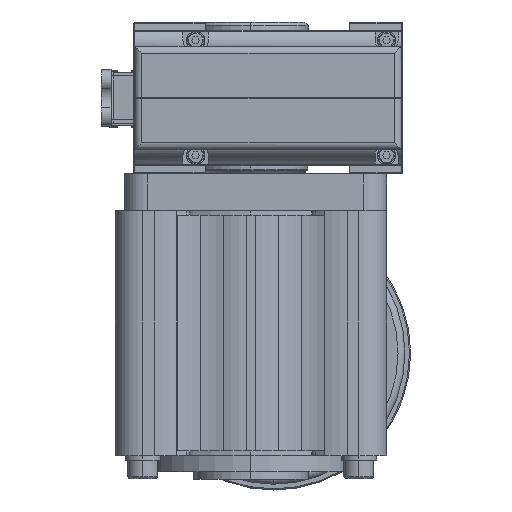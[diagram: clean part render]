
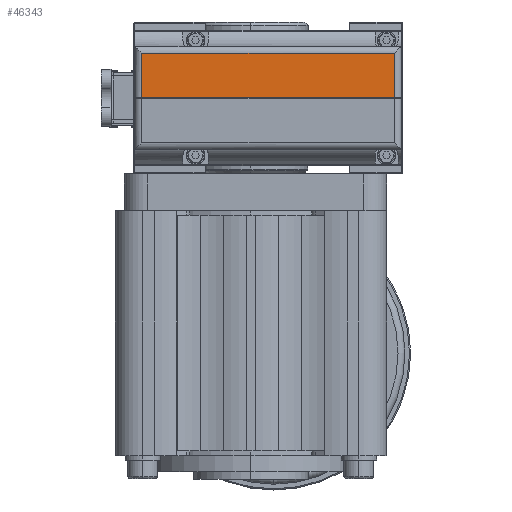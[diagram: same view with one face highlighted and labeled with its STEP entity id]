
A CAD part, left-side view. The second image highlights one B-rep face of the part: STEP entity #46343.
In plain terms, the highlighted planar face has unit normal (-1, 0, 0).
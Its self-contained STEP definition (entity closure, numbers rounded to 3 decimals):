
#646 = ORIENTED_EDGE ( 'NONE', *, *, #36484, .T. ) ;
#1409 = EDGE_CURVE ( 'NONE', #38280, #46411, #3810, .T. ) ;
#2528 = FACE_OUTER_BOUND ( 'NONE', #2560, .T. ) ;
#2560 = EDGE_LOOP ( 'NONE', ( #49542, #34731, #646, #34989 ) ) ;
#3810 = LINE ( 'NONE', #35527, #60478 ) ;
#3850 = LINE ( 'NONE', #60858, #19233 ) ;
#5597 = VERTEX_POINT ( 'NONE', #7451 ) ;
#7451 = CARTESIAN_POINT ( 'NONE',  ( -327., 3.5, 0.25 ) ) ;
#7933 = CARTESIAN_POINT ( 'NONE',  ( -327., 3.5, 19.5 ) ) ;
#8367 = EDGE_CURVE ( 'NONE', #27857, #5597, #65100, .T. ) ;
#13029 = CARTESIAN_POINT ( 'NONE',  ( -327., 113.5, 0.25 ) ) ;
#16539 = AXIS2_PLACEMENT_3D ( 'NONE', #44369, #48087, #28203 ) ;
#19233 = VECTOR ( 'NONE', #65893, 1000. ) ;
#24769 = DIRECTION ( 'NONE',  ( 0., 0., -1. ) ) ;
#25621 = EDGE_CURVE ( 'NONE', #46411, #5597, #35895, .T. ) ;
#27857 = VERTEX_POINT ( 'NONE', #13029 ) ;
#28203 = DIRECTION ( 'NONE',  ( 0., 1., 0. ) ) ;
#34731 = ORIENTED_EDGE ( 'NONE', *, *, #1409, .F. ) ;
#34989 = ORIENTED_EDGE ( 'NONE', *, *, #8367, .T. ) ;
#35527 = CARTESIAN_POINT ( 'NONE',  ( -327., 116.5, 19.5 ) ) ;
#35895 = LINE ( 'NONE', #51076, #54513 ) ;
#36098 = CARTESIAN_POINT ( 'NONE',  ( -327., 76.833, 0.25 ) ) ;
#36484 = EDGE_CURVE ( 'NONE', #38280, #27857, #3850, .T. ) ;
#38280 = VERTEX_POINT ( 'NONE', #42014 ) ;
#42014 = CARTESIAN_POINT ( 'NONE',  ( -327., 113.5, 19.5 ) ) ;
#44369 = CARTESIAN_POINT ( 'NONE',  ( -327., 113.5, 29.5 ) ) ;
#46190 = CARTESIAN_POINT ( 'NONE',  ( -327., 40.167, 0.25 ) ) ;
#46343 = ADVANCED_FACE ( 'NONE', ( #2528 ), #53145, .F. ) ;
#46411 = VERTEX_POINT ( 'NONE', #7933 ) ;
#48087 = DIRECTION ( 'NONE',  ( 1., 0., 0. ) ) ;
#49542 = ORIENTED_EDGE ( 'NONE', *, *, #25621, .F. ) ;
#51076 = CARTESIAN_POINT ( 'NONE',  ( -327., 3.5, 29.5 ) ) ;
#51266 = CARTESIAN_POINT ( 'NONE',  ( -327., 113.5, 0.25 ) ) ;
#53145 = PLANE ( 'NONE',  #16539 ) ;
#54513 = VECTOR ( 'NONE', #24769, 1000. ) ;
#60478 = VECTOR ( 'NONE', #60816, 1000. ) ;
#60816 = DIRECTION ( 'NONE',  ( 0., -1., 0. ) ) ;
#60858 = CARTESIAN_POINT ( 'NONE',  ( -327., 113.5, 29.5 ) ) ;
#65100 = B_SPLINE_CURVE_WITH_KNOTS ( 'NONE', 3,
 ( #51266, #36098, #46190, #66745 ),
 .UNSPECIFIED., .F., .F.,
 ( 4, 4 ),
 ( 0., 1. ),
 .UNSPECIFIED. ) ;
#65893 = DIRECTION ( 'NONE',  ( 0., 0., -1. ) ) ;
#66745 = CARTESIAN_POINT ( 'NONE',  ( -327., 3.5, 0.25 ) ) ;
